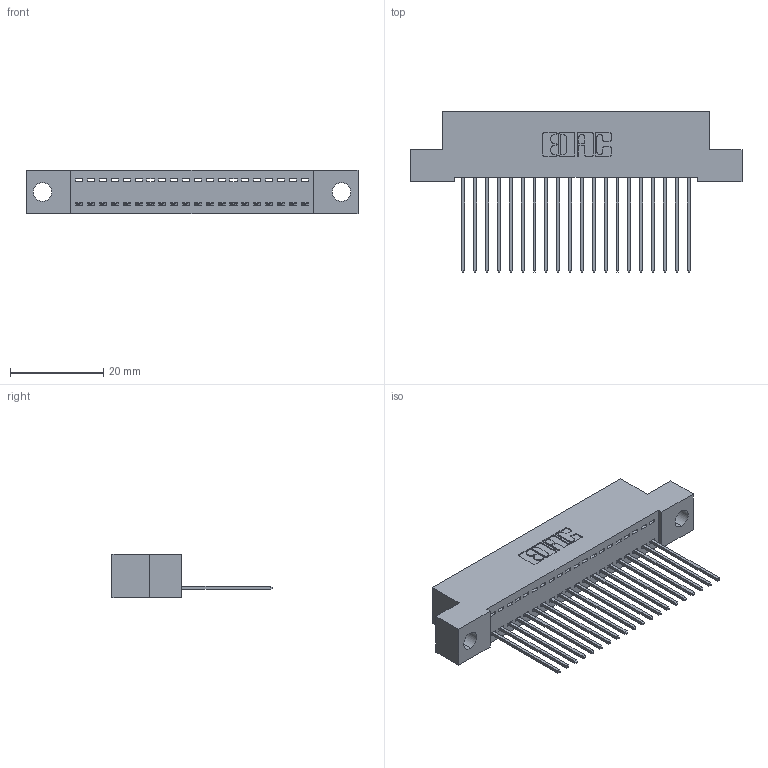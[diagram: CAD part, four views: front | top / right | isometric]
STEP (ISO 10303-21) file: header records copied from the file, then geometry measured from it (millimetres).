
FILE_DESCRIPTION (( 'STEP AP203' ), '1' );
FILE_NAME ('342-020-541-104.STEP', '2019-10-01T21:11:35', ( '' ), ( '' ), 'SwSTEP 2.0', 'SolidWorks 2016', '' );
FILE_SCHEMA (( 'CONFIG_CONTROL_DESIGN' ));
Length unit declared in the file: inch
Products named in the file (3): 342 Part_.156 TH; 345-292-001_345-293-141; 342-020-541-104
Assembly tree (21 placements, depth 2):
  342-020-541-104
    342 Part_.156 TH
    345-292-001_345-293-141  x20
Bounding box: 71.12 x 34.3 x 9.4 mm (x, y, z)
Volume: 6133.7 mm3; surface area: 8790.4 mm2
Topology: 21 solids, 21 shells, 1270 faces, 3819 edges, 2518 vertices
Faces by surface type: plane 906, cylinder 364
Entity records: 14961 total; most frequent: CARTESIAN_POINT 2590, ORIENTED_EDGE 2546, DIRECTION 2229, EDGE_CURVE 1273, LINE 1145, VECTOR 1145, VERTEX_POINT 846, AXIS2_PLACEMENT_3D 542
